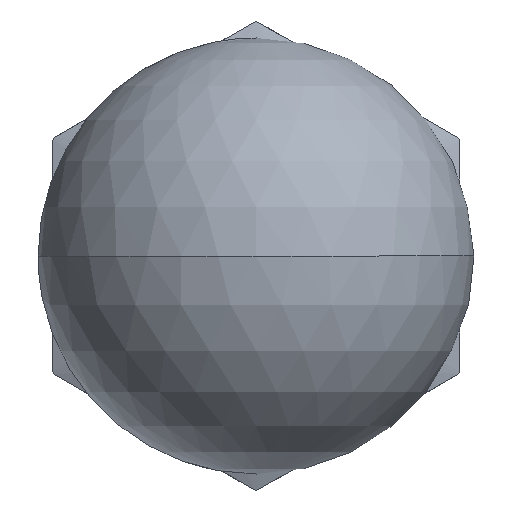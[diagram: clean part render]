
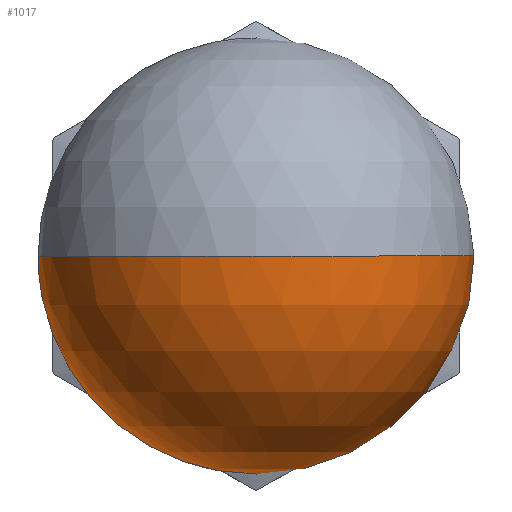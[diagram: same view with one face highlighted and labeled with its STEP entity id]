
A CAD part, front view. The second image highlights one B-rep face of the part: STEP entity #1017.
In plain terms, the highlighted spherical face has radius 7.5 mm.
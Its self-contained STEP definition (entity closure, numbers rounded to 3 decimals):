
#117 = VERTEX_POINT ( 'NONE', #1323 ) ;
#154 = EDGE_CURVE ( 'NONE', #161, #388, #1122, .T. ) ;
#161 = VERTEX_POINT ( 'NONE', #1101 ) ;
#168 = ORIENTED_EDGE ( 'NONE', *, *, #1173, .F. ) ;
#214 = CARTESIAN_POINT ( 'NONE',  ( 0., -14.5, 0. ) ) ;
#279 = DIRECTION ( 'NONE',  ( 0., 1., 0. ) ) ;
#331 = DIRECTION ( 'NONE',  ( 1., 0., 0. ) ) ;
#347 = CARTESIAN_POINT ( 'NONE',  ( 0., -14.5, 0. ) ) ;
#388 = VERTEX_POINT ( 'NONE', #572 ) ;
#431 = EDGE_LOOP ( 'NONE', ( #168, #512, #1212 ) ) ;
#478 = DIRECTION ( 'NONE',  ( -1., 0., 0. ) ) ;
#484 = CIRCLE ( 'NONE', #947, 7.5 ) ;
#512 = ORIENTED_EDGE ( 'NONE', *, *, #1130, .T. ) ;
#547 = AXIS2_PLACEMENT_3D ( 'NONE', #936, #279, #1016 ) ;
#564 = DIRECTION ( 'NONE',  ( -1., 0., 0. ) ) ;
#572 = CARTESIAN_POINT ( 'NONE',  ( -6., -10., 0. ) ) ;
#874 = DIRECTION ( 'NONE',  ( 0., 0., 1. ) ) ;
#936 = CARTESIAN_POINT ( 'NONE',  ( 0., -10., 0. ) ) ;
#941 = CIRCLE ( 'NONE', #1266, 7.5 ) ;
#947 = AXIS2_PLACEMENT_3D ( 'NONE', #347, #1066, #478 ) ;
#970 = DIRECTION ( 'NONE',  ( 0., 0., 1. ) ) ;
#1016 = DIRECTION ( 'NONE',  ( -1., 0., 0. ) ) ;
#1017 = ADVANCED_FACE ( 'NONE', ( #1298 ), #1067, .T. ) ;
#1066 = DIRECTION ( 'NONE',  ( 0., 0., -1. ) ) ;
#1067 = SPHERICAL_SURFACE ( 'NONE', #1292, 7.5 ) ;
#1101 = CARTESIAN_POINT ( 'NONE',  ( 6., -10., 0. ) ) ;
#1120 = CARTESIAN_POINT ( 'NONE',  ( 0., -14.5, 0. ) ) ;
#1122 = CIRCLE ( 'NONE', #547, 6. ) ;
#1130 = EDGE_CURVE ( 'NONE', #117, #388, #484, .T. ) ;
#1173 = EDGE_CURVE ( 'NONE', #117, #161, #941, .T. ) ;
#1212 = ORIENTED_EDGE ( 'NONE', *, *, #154, .F. ) ;
#1266 = AXIS2_PLACEMENT_3D ( 'NONE', #214, #970, #331 ) ;
#1292 = AXIS2_PLACEMENT_3D ( 'NONE', #1120, #874, #564 ) ;
#1298 = FACE_OUTER_BOUND ( 'NONE', #431, .T. ) ;
#1323 = CARTESIAN_POINT ( 'NONE',  ( 0., -22., 0. ) ) ;
